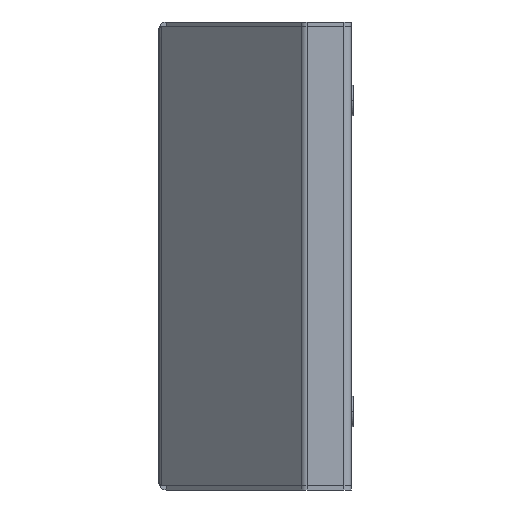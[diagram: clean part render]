
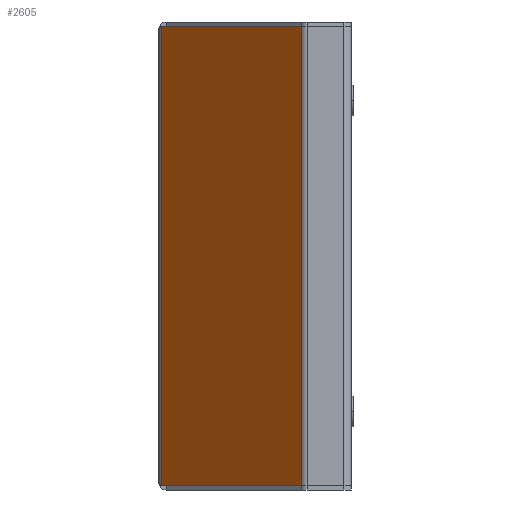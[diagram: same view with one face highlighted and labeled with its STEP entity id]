
A CAD part, left-side view. The second image highlights one B-rep face of the part: STEP entity #2605.
In plain terms, the highlighted planar face has unit normal (-0.707, 0.707, 0).
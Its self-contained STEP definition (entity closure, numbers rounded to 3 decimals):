
#181=DIRECTION('',(-0.707,-0.707,0.));
#182=VECTOR('',#181,64.725);
#183=CARTESIAN_POINT('',(-104.5,-2.5,-77.5));
#184=LINE('',#183,#182);
#229=DIRECTION('',(0.707,0.707,0.));
#230=VECTOR('',#229,2.5);
#231=CARTESIAN_POINT('',(-104.5,-2.5,-77.5));
#232=LINE('',#231,#230);
#233=DIRECTION('',(0.,0.,-1.));
#234=VECTOR('',#233,155.);
#235=CARTESIAN_POINT('',(-102.732,-0.732,77.5));
#236=LINE('',#235,#234);
#345=DIRECTION('',(0.707,0.707,0.));
#346=VECTOR('',#345,64.725);
#347=CARTESIAN_POINT('',(-150.268,-48.268,77.5));
#348=LINE('',#347,#346);
#349=DIRECTION('',(0.707,0.707,0.));
#350=VECTOR('',#349,2.5);
#351=CARTESIAN_POINT('',(-104.5,-2.5,77.5));
#352=LINE('',#351,#350);
#1693=DIRECTION('',(0.,0.,1.));
#1694=VECTOR('',#1693,155.);
#1695=CARTESIAN_POINT('',(-150.268,-48.268,-77.5));
#1696=LINE('',#1695,#1694);
#1946=CARTESIAN_POINT('',(-104.5,-2.5,-77.5));
#1948=VERTEX_POINT('',#1946);
#1949=CARTESIAN_POINT('',(-150.268,-48.268,-77.5));
#1950=VERTEX_POINT('',#1949);
#1957=CARTESIAN_POINT('',(-102.732,-0.732,-77.5));
#1958=VERTEX_POINT('',#1957);
#1961=CARTESIAN_POINT('',(-102.732,-0.732,77.5));
#1962=VERTEX_POINT('',#1961);
#1963=CARTESIAN_POINT('',(-104.5,-2.5,77.5));
#1964=VERTEX_POINT('',#1963);
#1965=CARTESIAN_POINT('',(-150.268,-48.268,77.5));
#1966=VERTEX_POINT('',#1965);
#2588=CARTESIAN_POINT('',(-102.,0.,-76.5));
#2589=DIRECTION('',(-0.707,0.707,0.));
#2590=DIRECTION('',(-0.707,-0.707,0.));
#2591=AXIS2_PLACEMENT_3D('',#2588,#2589,#2590);
#2592=PLANE('',#2591);
#2593=ORIENTED_EDGE('',*,*,#2578,.T.);
#2595=ORIENTED_EDGE('',*,*,#2594,.F.);
#2597=ORIENTED_EDGE('',*,*,#2596,.F.);
#2599=ORIENTED_EDGE('',*,*,#2598,.F.);
#2601=ORIENTED_EDGE('',*,*,#2600,.F.);
#2602=ORIENTED_EDGE('',*,*,#2553,.F.);
#2603=EDGE_LOOP('',(#2593,#2595,#2597,#2599,#2601,#2602));
#2604=FACE_OUTER_BOUND('',#2603,.F.);
#2605=ADVANCED_FACE('',(#2604),#2592,.T.);
#2553=EDGE_CURVE('',#1948,#1950,#184,.T.);
#2578=EDGE_CURVE('',#1948,#1958,#232,.T.);
#2594=EDGE_CURVE('',#1962,#1958,#236,.T.);
#2596=EDGE_CURVE('',#1964,#1962,#352,.T.);
#2598=EDGE_CURVE('',#1966,#1964,#348,.T.);
#2600=EDGE_CURVE('',#1950,#1966,#1696,.T.);
